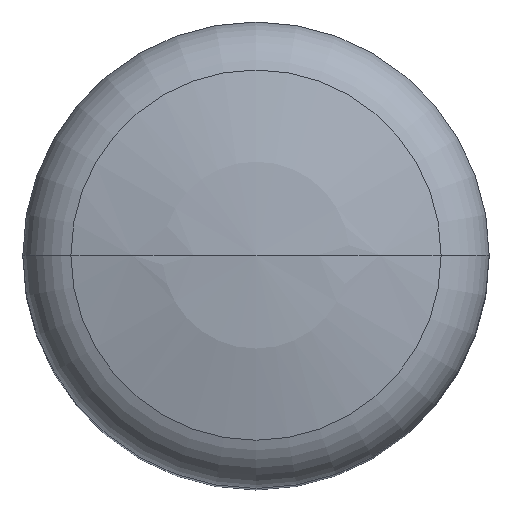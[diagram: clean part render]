
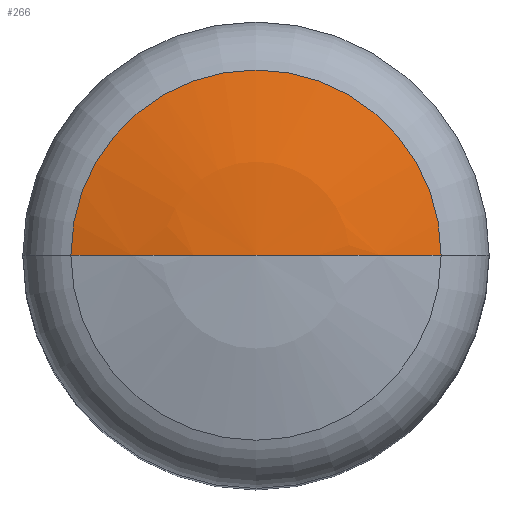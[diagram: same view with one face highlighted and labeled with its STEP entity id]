
A CAD part, top view. The second image highlights one B-rep face of the part: STEP entity #266.
In plain terms, the highlighted spherical face has radius 40 mm.
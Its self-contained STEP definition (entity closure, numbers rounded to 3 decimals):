
#178=EDGE_CURVE('',#212,#294,#455,.T.);
#212=VERTEX_POINT('',#494);
#246=EDGE_CURVE('',#284,#212,#533,.T.);
#264=EDGE_CURVE('',#294,#284,#553,.T.);
#266=ADVANCED_FACE('',(#555),#556,.T.);
#284=VERTEX_POINT('',#577);
#294=VERTEX_POINT('',#587);
#455=CIRCLE('',#752,40.);
#494=CARTESIAN_POINT('',(-11.111,0.,90.926));
#533=CIRCLE('',#863,11.111);
#553=CIRCLE('',#889,40.);
#555=FACE_OUTER_BOUND('',#891,.T.);
#556=SPHERICAL_SURFACE('',#892,40.);
#577=CARTESIAN_POINT('',(11.111,0.,90.926));
#587=CARTESIAN_POINT('',(0.,0.,92.5));
#752=AXIS2_PLACEMENT_3D('',#1205,#1206,#1207);
#863=AXIS2_PLACEMENT_3D('',#1315,#1316,#1317);
#889=AXIS2_PLACEMENT_3D('',#1339,#1340,#1341);
#891=EDGE_LOOP('',(#1343,#1344,#1345));
#892=AXIS2_PLACEMENT_3D('',#1346,#1347,#1348);
#1205=CARTESIAN_POINT('',(0.,0.,52.5));
#1206=DIRECTION('',(0.,1.0,0.0));
#1207=DIRECTION('',(0.0,-0.0,-1.0));
#1315=CARTESIAN_POINT('',(0.0,0.,90.926));
#1316=DIRECTION('',(0.0,0.0,1.0));
#1317=DIRECTION('',(1.0,0.,0.0));
#1339=CARTESIAN_POINT('',(0.,0.,52.5));
#1340=DIRECTION('',(0.,1.0,0.0));
#1341=DIRECTION('',(0.0,-0.0,-1.0));
#1343=ORIENTED_EDGE('',*,*,#178,.T.);
#1344=ORIENTED_EDGE('',*,*,#264,.T.);
#1345=ORIENTED_EDGE('',*,*,#246,.T.);
#1346=CARTESIAN_POINT('',(0.,0.,52.5));
#1347=DIRECTION('',(0.0,0.0,1.0));
#1348=DIRECTION('',(-1.0,0.,0.0));
